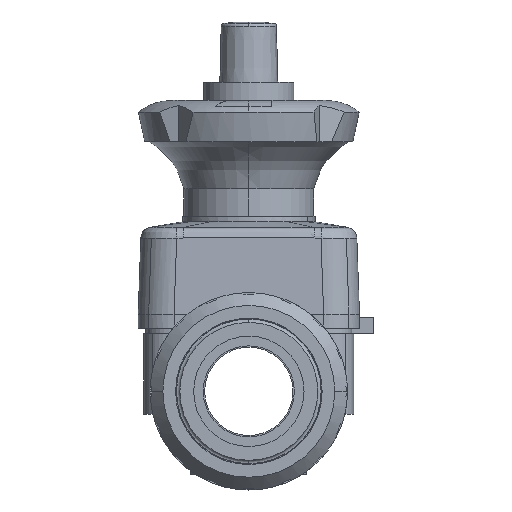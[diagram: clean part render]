
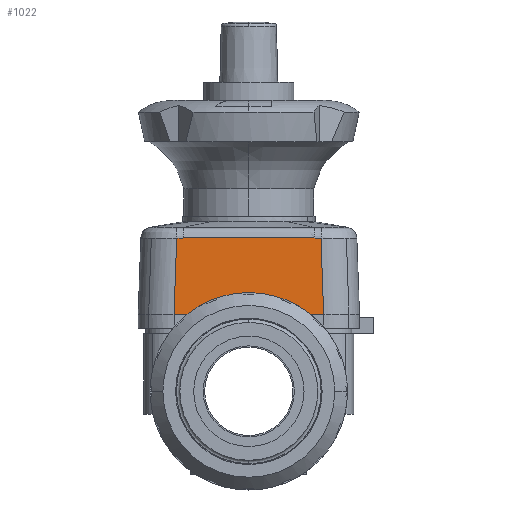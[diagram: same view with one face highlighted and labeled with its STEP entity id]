
A CAD part, left-side view. The second image highlights one B-rep face of the part: STEP entity #1022.
In plain terms, the highlighted planar face has unit normal (-0.999, 0, 0.035).
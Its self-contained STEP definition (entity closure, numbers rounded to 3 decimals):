
#1022=ADVANCED_FACE('',(#2107),#2108,.T.);
#2107=FACE_OUTER_BOUND('',#4207,.T.);
#2108=PLANE('',#4208);
#4207=EDGE_LOOP('',(#7253,#7254,#7255,#7256,#7257,#7258,#7259,#7260));
#4208=AXIS2_PLACEMENT_3D('',#7261,#7262,#7263);
#7253=ORIENTED_EDGE('',*,*,#9056,.F.);
#7254=ORIENTED_EDGE('',*,*,#9052,.F.);
#7255=ORIENTED_EDGE('',*,*,#9064,.F.);
#7256=ORIENTED_EDGE('',*,*,#8999,.F.);
#7257=ORIENTED_EDGE('',*,*,#8960,.F.);
#7258=ORIENTED_EDGE('',*,*,#9088,.T.);
#7259=ORIENTED_EDGE('',*,*,#9089,.F.);
#7260=ORIENTED_EDGE('',*,*,#9085,.F.);
#7261=CARTESIAN_POINT('',(-37.45,-40.1,27.9));
#7262=DIRECTION('',(-0.999,0.,0.035));
#7263=DIRECTION('',(0.,1.0,0.));
#8960=EDGE_CURVE('',#10743,#10745,#10746,.T.);
#8999=EDGE_CURVE('',#10745,#10813,#10814,.T.);
#9052=EDGE_CURVE('',#10890,#10892,#10893,.T.);
#9056=EDGE_CURVE('',#10892,#10879,#10898,.T.);
#9064=EDGE_CURVE('',#10813,#10890,#10909,.T.);
#9085=EDGE_CURVE('',#10879,#10934,#10935,.T.);
#9088=EDGE_CURVE('',#10743,#10938,#10939,.T.);
#9089=EDGE_CURVE('',#10934,#10938,#10940,.T.);
#10743=VERTEX_POINT('',#13816);
#10745=VERTEX_POINT('',#13819);
#10746=ELLIPSE('',#13820,372.498,13.0);
#10813=VERTEX_POINT('',#13918);
#10814=LINE('',#13919,#13920);
#10879=VERTEX_POINT('',#14113);
#10890=VERTEX_POINT('',#14148);
#10892=VERTEX_POINT('',#14150);
#10893=B_SPLINE_CURVE_WITH_KNOTS('',3,(#14151,#14152,#14153,#14154,#14155,#14156,#14157,#14158,#14159,#14160,#14161,#14162,#14163),.UNSPECIFIED.,.F.,.F.,(4,1,1,1,1,1,1,1,1,1,4),(-4.723,-4.554,-4.386,-4.048,-3.374,-2.024,-1.349,-0.675,-0.337,-0.169,0.0),.UNSPECIFIED.);
#10898=B_SPLINE_CURVE_WITH_KNOTS('',3,(#14180,#14181,#14182,#14183),.UNSPECIFIED.,.F.,.F.,(4,4),(-0.253,0.),.UNSPECIFIED.);
#10909=B_SPLINE_CURVE_WITH_KNOTS('',3,(#14215,#14216,#14217,#14218),.UNSPECIFIED.,.F.,.F.,(4,4),(-0.253,0.),.UNSPECIFIED.);
#10934=VERTEX_POINT('',#14259);
#10935=LINE('',#14260,#14261);
#10938=VERTEX_POINT('',#14264);
#10939=LINE('',#14265,#14266);
#10940=ELLIPSE('',#14267,372.498,13.0);
#13816=CARTESIAN_POINT('',(-37.45,27.1,27.9));
#13819=CARTESIAN_POINT('',(-37.45,27.108,27.9));
#13820=AXIS2_PLACEMENT_3D('',#16092,#16093,#16094);
#13918=CARTESIAN_POINT('',(-36.486,26.143,55.519));
#13919=CARTESIAN_POINT('',(-37.417,27.075,28.844));
#13920=VECTOR('',#16156,27.653);
#14113=CARTESIAN_POINT('',(-36.486,-26.143,55.519));
#14148=CARTESIAN_POINT('',(-36.484,23.615,55.572));
#14150=CARTESIAN_POINT('',(-36.484,-23.615,55.572));
#14151=CARTESIAN_POINT('',(-36.484,23.615,55.572));
#14152=CARTESIAN_POINT('',(-36.483,23.053,55.577));
#14153=CARTESIAN_POINT('',(-36.483,21.928,55.588));
#14154=CARTESIAN_POINT('',(-36.482,19.679,55.611));
#14155=CARTESIAN_POINT('',(-36.481,15.743,55.651));
#14156=CARTESIAN_POINT('',(-36.478,7.872,55.729));
#14157=CARTESIAN_POINT('',(-36.477,-1.125,55.761));
#14158=CARTESIAN_POINT('',(-36.479,-10.121,55.705));
#14159=CARTESIAN_POINT('',(-36.481,-15.743,55.651));
#14160=CARTESIAN_POINT('',(-36.482,-19.679,55.611));
#14161=CARTESIAN_POINT('',(-36.483,-21.928,55.588));
#14162=CARTESIAN_POINT('',(-36.483,-23.053,55.577));
#14163=CARTESIAN_POINT('',(-36.484,-23.615,55.572));
#14180=CARTESIAN_POINT('',(-36.484,-23.615,55.572));
#14181=CARTESIAN_POINT('',(-36.484,-24.458,55.564));
#14182=CARTESIAN_POINT('',(-36.485,-25.301,55.545));
#14183=CARTESIAN_POINT('',(-36.486,-26.143,55.519));
#14215=CARTESIAN_POINT('',(-36.486,26.143,55.519));
#14216=CARTESIAN_POINT('',(-36.485,25.301,55.545));
#14217=CARTESIAN_POINT('',(-36.484,24.458,55.564));
#14218=CARTESIAN_POINT('',(-36.484,23.615,55.572));
#14259=CARTESIAN_POINT('',(-37.45,-27.108,27.9));
#14260=CARTESIAN_POINT('',(-37.42,-27.078,28.752));
#14261=VECTOR('',#16223,27.653);
#14264=CARTESIAN_POINT('',(-37.45,-27.1,27.9));
#14265=CARTESIAN_POINT('',(-37.45,-40.1,27.9));
#14266=VECTOR('',#16227,54.2);
#14267=AXIS2_PLACEMENT_3D('',#16228,#16229,#16230);
#16092=CARTESIAN_POINT('',(-24.45,27.1,400.171));
#16093=DIRECTION('',(0.999,0.,-0.035));
#16094=DIRECTION('',(-0.035,0.,-0.999));
#16156=DIRECTION('',(0.035,-0.035,0.999));
#16223=DIRECTION('',(-0.035,-0.035,-0.999));
#16227=DIRECTION('',(0.,-1.0,0.));
#16228=CARTESIAN_POINT('',(-24.45,-27.1,400.171));
#16229=DIRECTION('',(0.999,0.,-0.035));
#16230=DIRECTION('',(-0.035,0.,-0.999));
